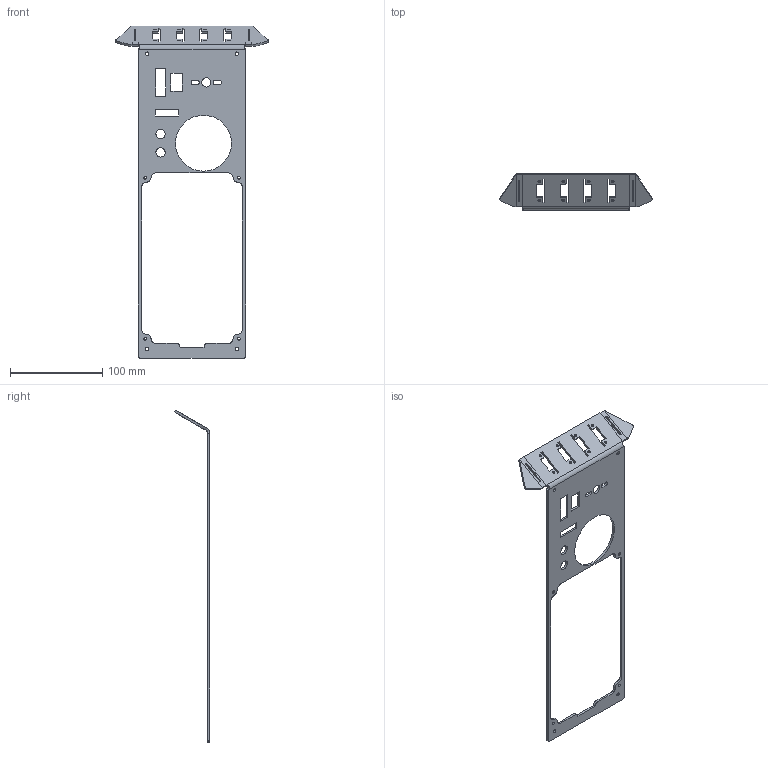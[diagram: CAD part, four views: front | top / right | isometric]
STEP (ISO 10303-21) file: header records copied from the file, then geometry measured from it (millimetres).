
FILE_DESCRIPTION (( 'STEP AP214' ), '1' );
FILE_NAME ('LCD_behuizing V2 sheet metal HandBend .STEP', '2022-10-28T10:47:31', ( '' ), ( '' ), 'SwSTEP 2.0', 'SolidWorks 2022', '' );
FILE_SCHEMA (( 'AUTOMOTIVE_DESIGN' ));
Length unit declared in the file: millimetre
Products named in the file (1): LCD_behuizing V2 sheet metal HandBend 
Bounding box: 165 x 38.92 x 360.19 mm (x, y, z)
Volume: 52569.3 mm3; surface area: 48870.7 mm2
Topology: 1 solids, 1 shells, 432 faces, 1266 edges, 836 vertices
Faces by surface type: plane 370, cylinder 60, bspline 2
Entity records: 14532 total; most frequent: CARTESIAN_POINT 2809, ORIENTED_EDGE 2532, DIRECTION 2240, EDGE_CURVE 1266, LINE 1138, VECTOR 1138, VERTEX_POINT 836, AXIS2_PLACEMENT_3D 551
